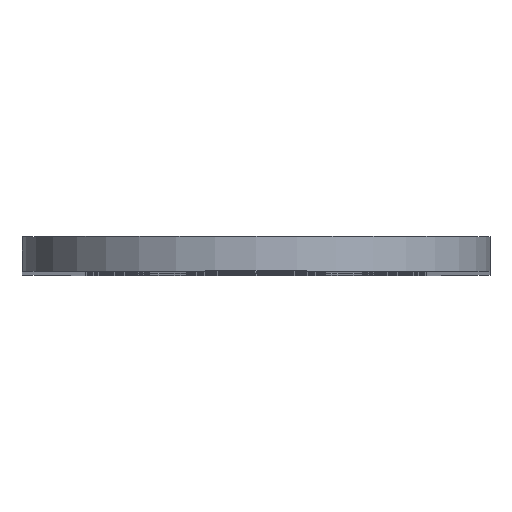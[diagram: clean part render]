
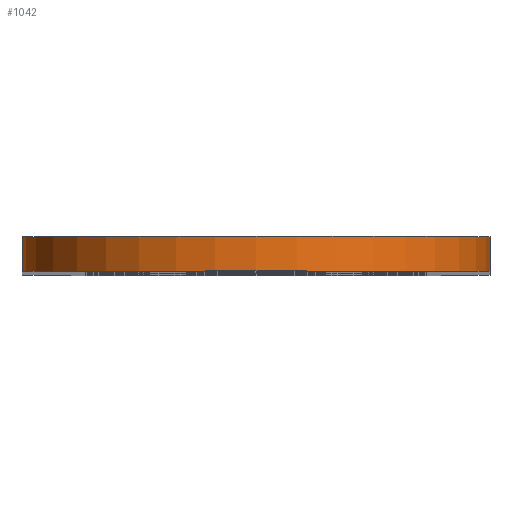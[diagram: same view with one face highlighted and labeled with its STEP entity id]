
A CAD part, top view. The second image highlights one B-rep face of the part: STEP entity #1042.
In plain terms, the highlighted cylindrical face has radius 13.5 mm (diameter 27 mm), a partial arc.
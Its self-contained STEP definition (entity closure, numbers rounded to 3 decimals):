
#144=FACE_OUTER_BOUND('',#191,.T.);
#191=EDGE_LOOP('',(#858,#859,#860,#861));
#321=LINE('',#1770,#370);
#323=LINE('',#1776,#372);
#370=VECTOR('',#1493,1000.);
#372=VECTOR('',#1499,1000.);
#459=CIRCLE('',#1188,13.5);
#460=CIRCLE('',#1189,13.5);
#547=VERTEX_POINT('',#1767);
#548=VERTEX_POINT('',#1769);
#549=VERTEX_POINT('',#1773);
#550=VERTEX_POINT('',#1775);
#679=EDGE_CURVE('',#548,#547,#321,.T.);
#681=EDGE_CURVE('',#547,#549,#459,.T.);
#682=EDGE_CURVE('',#550,#549,#323,.T.);
#683=EDGE_CURVE('',#548,#550,#460,.T.);
#858=ORIENTED_EDGE('',*,*,#681,.T.);
#859=ORIENTED_EDGE('',*,*,#682,.F.);
#860=ORIENTED_EDGE('',*,*,#683,.F.);
#861=ORIENTED_EDGE('',*,*,#679,.T.);
#998=CYLINDRICAL_SURFACE('',#1187,13.5);
#1042=ADVANCED_FACE('',(#144),#998,.T.);
#1187=AXIS2_PLACEMENT_3D('',#1772,#1495,#1496);
#1188=AXIS2_PLACEMENT_3D('',#1774,#1497,#1498);
#1189=AXIS2_PLACEMENT_3D('',#1777,#1500,#1501);
#1493=DIRECTION('',(0.,-1.,0.));
#1495=DIRECTION('center_axis',(0.,-1.,0.));
#1496=DIRECTION('ref_axis',(0.,0.,1.));
#1497=DIRECTION('center_axis',(0.,1.,0.));
#1498=DIRECTION('ref_axis',(0.,0.,1.));
#1499=DIRECTION('',(0.,-1.,0.));
#1500=DIRECTION('center_axis',(0.,1.,0.));
#1501=DIRECTION('ref_axis',(0.,0.,1.));
#1767=CARTESIAN_POINT('',(-13.5,0.,64.));
#1769=CARTESIAN_POINT('',(-13.5,2.,64.));
#1770=CARTESIAN_POINT('',(-13.5,2.,64.));
#1772=CARTESIAN_POINT('Origin',(0.,2.,64.));
#1773=CARTESIAN_POINT('',(13.5,0.,64.));
#1774=CARTESIAN_POINT('Origin',(0.,0.,64.));
#1775=CARTESIAN_POINT('',(13.5,2.,64.));
#1776=CARTESIAN_POINT('',(13.5,2.,64.));
#1777=CARTESIAN_POINT('Origin',(0.,2.,64.));
